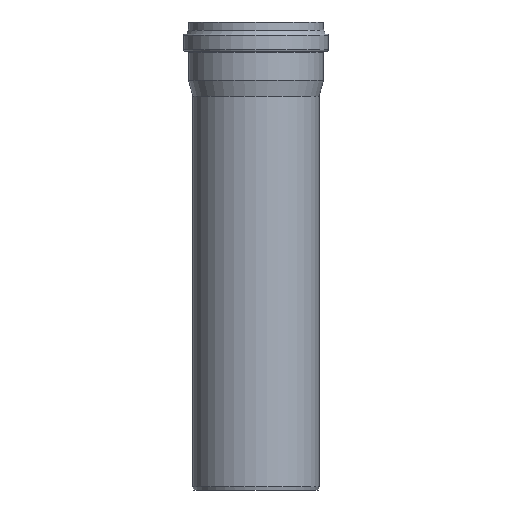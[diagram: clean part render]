
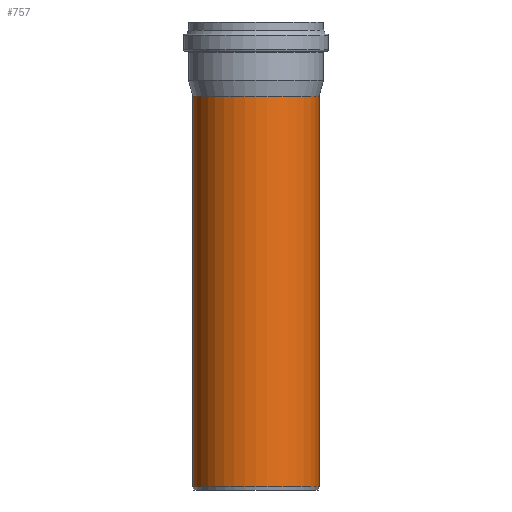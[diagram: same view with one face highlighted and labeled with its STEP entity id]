
A CAD part, front view. The second image highlights one B-rep face of the part: STEP entity #757.
In plain terms, the highlighted cylindrical face has radius 157.65 mm (diameter 315.3 mm), a full revolution.
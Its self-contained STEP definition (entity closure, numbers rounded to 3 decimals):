
#29=CYLINDRICAL_SURFACE('',#887,157.65);
#71=FACE_OUTER_BOUND('',#110,.T.);
#110=EDGE_LOOP('',(#641,#642,#643,#644,#645,#646));
#134=LINE('',#1410,#151);
#151=VECTOR('',#1143,157.65);
#231=CIRCLE('',#885,157.65);
#232=CIRCLE('',#886,157.65);
#233=CIRCLE('',#888,157.65);
#234=CIRCLE('',#889,157.65);
#326=VERTEX_POINT('',#1400);
#327=VERTEX_POINT('',#1401);
#328=VERTEX_POINT('',#1406);
#329=VERTEX_POINT('',#1407);
#437=EDGE_CURVE('',#326,#327,#231,.T.);
#438=EDGE_CURVE('',#327,#326,#232,.T.);
#440=EDGE_CURVE('',#328,#329,#233,.T.);
#441=EDGE_CURVE('',#329,#328,#234,.T.);
#442=EDGE_CURVE('',#329,#327,#134,.T.);
#641=ORIENTED_EDGE('',*,*,#440,.F.);
#642=ORIENTED_EDGE('',*,*,#441,.F.);
#643=ORIENTED_EDGE('',*,*,#442,.T.);
#644=ORIENTED_EDGE('',*,*,#438,.T.);
#645=ORIENTED_EDGE('',*,*,#437,.T.);
#646=ORIENTED_EDGE('',*,*,#442,.F.);
#757=ADVANCED_FACE('',(#71),#29,.T.);
#885=AXIS2_PLACEMENT_3D('',#1402,#1132,#1133);
#886=AXIS2_PLACEMENT_3D('',#1403,#1134,#1135);
#887=AXIS2_PLACEMENT_3D('',#1405,#1137,#1138);
#888=AXIS2_PLACEMENT_3D('',#1408,#1139,#1140);
#889=AXIS2_PLACEMENT_3D('',#1409,#1141,#1142);
#1132=DIRECTION('center_axis',(0.,0.,-1.));
#1133=DIRECTION('ref_axis',(1.,0.,0.));
#1134=DIRECTION('center_axis',(0.,0.,-1.));
#1135=DIRECTION('ref_axis',(1.,0.,0.));
#1137=DIRECTION('center_axis',(0.,0.,-1.));
#1138=DIRECTION('ref_axis',(0.,1.,0.));
#1139=DIRECTION('center_axis',(0.,0.,-1.));
#1140=DIRECTION('ref_axis',(1.,0.,0.));
#1141=DIRECTION('center_axis',(0.,0.,-1.));
#1142=DIRECTION('ref_axis',(1.,0.,0.));
#1143=DIRECTION('',(0.,0.,1.));
#1400=CARTESIAN_POINT('',(0.,157.65,-153.337));
#1401=CARTESIAN_POINT('',(0.,-157.65,-153.337));
#1402=CARTESIAN_POINT('Origin',(0.,0.,-153.337));
#1403=CARTESIAN_POINT('Origin',(0.,0.,-153.337));
#1405=CARTESIAN_POINT('Origin',(0.,0.,-641.448));
#1406=CARTESIAN_POINT('',(0.,157.65,-1129.558));
#1407=CARTESIAN_POINT('',(0.,-157.65,-1129.558));
#1408=CARTESIAN_POINT('Origin',(0.,0.,-1129.558));
#1409=CARTESIAN_POINT('Origin',(0.,0.,-1129.558));
#1410=CARTESIAN_POINT('',(0.,-157.65,-641.448));
